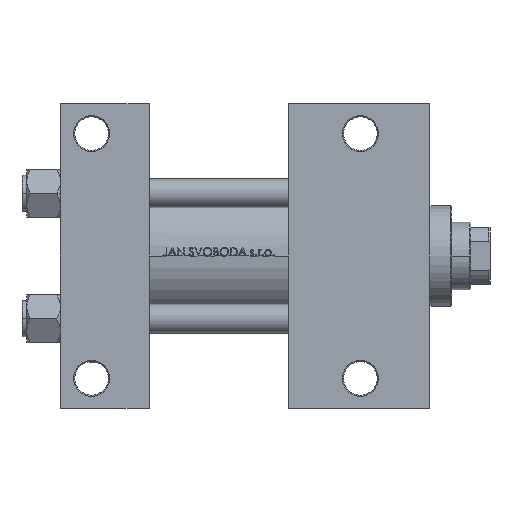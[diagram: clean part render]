
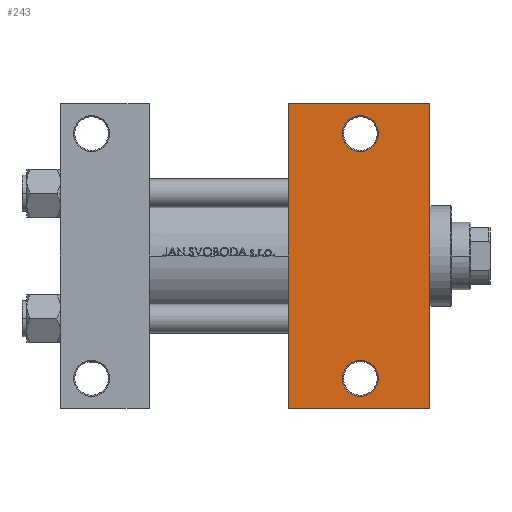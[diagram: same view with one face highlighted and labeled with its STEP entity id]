
A CAD part, front view. The second image highlights one B-rep face of the part: STEP entity #243.
In plain terms, the highlighted face is planar.
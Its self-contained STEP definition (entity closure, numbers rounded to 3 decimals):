
#243 = ADVANCED_FACE ( 'NONE', ( #4987, #28557, #12779 ), #31830, .T. ) ;
#1139 = DIRECTION ( 'NONE',  ( 0., 0., 1. ) ) ;
#1184 = CARTESIAN_POINT ( 'NONE',  ( 125., 51., -37.5 ) ) ;
#1695 = LINE ( 'NONE', #17003, #10835 ) ;
#1764 = VERTEX_POINT ( 'NONE', #39011 ) ;
#2533 = DIRECTION ( 'NONE',  ( 0., 0., 1. ) ) ;
#3093 = AXIS2_PLACEMENT_3D ( 'NONE', #1184, #12497, #20743 ) ;
#3404 = ORIENTED_EDGE ( 'NONE', *, *, #15948, .T. ) ;
#3699 = ORIENTED_EDGE ( 'NONE', *, *, #7692, .T. ) ;
#4987 = FACE_BOUND ( 'NONE', #49357, .T. ) ;
#5853 = VERTEX_POINT ( 'NONE', #18341 ) ;
#6068 = ORIENTED_EDGE ( 'NONE', *, *, #31001, .T. ) ;
#6789 = CARTESIAN_POINT ( 'NONE',  ( 125., 51., -37.5 ) ) ;
#6853 = EDGE_CURVE ( 'NONE', #48029, #1764, #46811, .T. ) ;
#7177 = DIRECTION ( 'NONE',  ( 0., -1., 0. ) ) ;
#7264 = AXIS2_PLACEMENT_3D ( 'NONE', #31496, #1139, #23734 ) ;
#7692 = EDGE_CURVE ( 'NONE', #10359, #14479, #46564, .T. ) ;
#7837 = DIRECTION ( 'NONE',  ( 0., 0., 1. ) ) ;
#8198 = VECTOR ( 'NONE', #7177, 1000. ) ;
#9794 = CIRCLE ( 'NONE', #37831, 7.5 ) ;
#10359 = VERTEX_POINT ( 'NONE', #13265 ) ;
#10835 = VECTOR ( 'NONE', #32299, 1000. ) ;
#11950 = EDGE_CURVE ( 'NONE', #5853, #48029, #49577, .T. ) ;
#12497 = DIRECTION ( 'NONE',  ( 0., 0., 1. ) ) ;
#12768 = VERTEX_POINT ( 'NONE', #36554 ) ;
#12779 = FACE_OUTER_BOUND ( 'NONE', #23943, .T. ) ;
#13265 = CARTESIAN_POINT ( 'NONE',  ( 132.5, -51., -37.5 ) ) ;
#13456 = AXIS2_PLACEMENT_3D ( 'NONE', #43858, #20039, #39598 ) ;
#14479 = VERTEX_POINT ( 'NONE', #33733 ) ;
#14868 = ORIENTED_EDGE ( 'NONE', *, *, #40285, .T. ) ;
#15948 = EDGE_CURVE ( 'NONE', #26462, #5853, #29422, .T. ) ;
#17003 = CARTESIAN_POINT ( 'NONE',  ( 95., 37.5, -37.5 ) ) ;
#18341 = CARTESIAN_POINT ( 'NONE',  ( 154., 63.5, -37.5 ) ) ;
#18349 = VECTOR ( 'NONE', #24204, 1000. ) ;
#20039 = DIRECTION ( 'NONE',  ( 0., 0., -1. ) ) ;
#20743 = DIRECTION ( 'NONE',  ( -1., 0., 0. ) ) ;
#21101 = DIRECTION ( 'NONE',  ( -1., 0., 0. ) ) ;
#21388 = ORIENTED_EDGE ( 'NONE', *, *, #6853, .T. ) ;
#21631 = ORIENTED_EDGE ( 'NONE', *, *, #11950, .T. ) ;
#23137 = CARTESIAN_POINT ( 'NONE',  ( 125., -51., -37.5 ) ) ;
#23188 = ORIENTED_EDGE ( 'NONE', *, *, #48898, .T. ) ;
#23734 = DIRECTION ( 'NONE',  ( -1., 0., 0. ) ) ;
#23943 = EDGE_LOOP ( 'NONE', ( #27199, #3404, #21631, #21388 ) ) ;
#24204 = DIRECTION ( 'NONE',  ( -1., 0., 0. ) ) ;
#25971 = AXIS2_PLACEMENT_3D ( 'NONE', #23137, #7837, #33678 ) ;
#26462 = VERTEX_POINT ( 'NONE', #37089 ) ;
#27199 = ORIENTED_EDGE ( 'NONE', *, *, #47391, .F. ) ;
#28557 = FACE_BOUND ( 'NONE', #49643, .T. ) ;
#29422 = LINE ( 'NONE', #41210, #32390 ) ;
#31001 = EDGE_CURVE ( 'NONE', #12768, #40710, #35961, .T. ) ;
#31496 = CARTESIAN_POINT ( 'NONE',  ( 125., -51., -37.5 ) ) ;
#31830 = PLANE ( 'NONE',  #13456 ) ;
#32299 = DIRECTION ( 'NONE',  ( 0., -1., 0. ) ) ;
#32390 = VECTOR ( 'NONE', #49002, 1000. ) ;
#33678 = DIRECTION ( 'NONE',  ( -1., 0., 0. ) ) ;
#33733 = CARTESIAN_POINT ( 'NONE',  ( 117.5, -51., -37.5 ) ) ;
#34570 = CARTESIAN_POINT ( 'NONE',  ( 117.5, 51., -37.5 ) ) ;
#35504 = CARTESIAN_POINT ( 'NONE',  ( 95., -63.5, -37.5 ) ) ;
#35961 = CIRCLE ( 'NONE', #3093, 7.5 ) ;
#36554 = CARTESIAN_POINT ( 'NONE',  ( 132.5, 51., -37.5 ) ) ;
#37089 = CARTESIAN_POINT ( 'NONE',  ( 95., 63.5, -37.5 ) ) ;
#37831 = AXIS2_PLACEMENT_3D ( 'NONE', #6789, #2533, #21101 ) ;
#39011 = CARTESIAN_POINT ( 'NONE',  ( 95., -63.5, -37.5 ) ) ;
#39598 = DIRECTION ( 'NONE',  ( -1., 0., 0. ) ) ;
#40285 = EDGE_CURVE ( 'NONE', #40710, #12768, #9794, .T. ) ;
#40391 = CIRCLE ( 'NONE', #25971, 7.5 ) ;
#40710 = VERTEX_POINT ( 'NONE', #34570 ) ;
#41210 = CARTESIAN_POINT ( 'NONE',  ( 95., 63.5, -37.5 ) ) ;
#42987 = CARTESIAN_POINT ( 'NONE',  ( 154., -63.5, -37.5 ) ) ;
#43858 = CARTESIAN_POINT ( 'NONE',  ( 154., 37.5, -37.5 ) ) ;
#45562 = CARTESIAN_POINT ( 'NONE',  ( 154., 37.5, -37.5 ) ) ;
#46564 = CIRCLE ( 'NONE', #7264, 7.5 ) ;
#46811 = LINE ( 'NONE', #35504, #18349 ) ;
#47391 = EDGE_CURVE ( 'NONE', #26462, #1764, #1695, .T. ) ;
#48029 = VERTEX_POINT ( 'NONE', #42987 ) ;
#48898 = EDGE_CURVE ( 'NONE', #14479, #10359, #40391, .T. ) ;
#49002 = DIRECTION ( 'NONE',  ( 1., 0., 0. ) ) ;
#49357 = EDGE_LOOP ( 'NONE', ( #14868, #6068 ) ) ;
#49577 = LINE ( 'NONE', #45562, #8198 ) ;
#49643 = EDGE_LOOP ( 'NONE', ( #23188, #3699 ) ) ;
